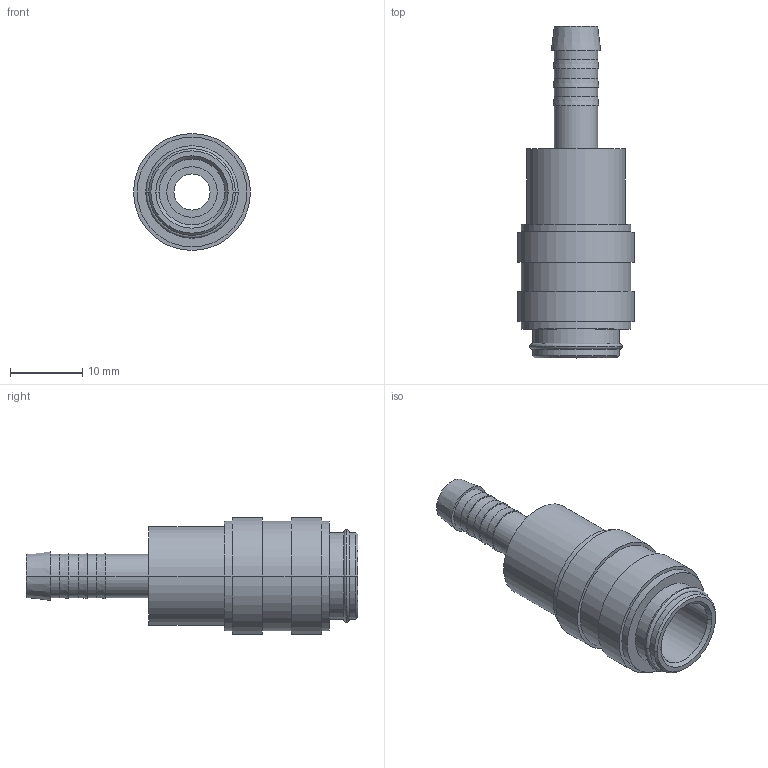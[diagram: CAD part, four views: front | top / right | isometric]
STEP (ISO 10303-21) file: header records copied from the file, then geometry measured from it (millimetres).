
FILE_DESCRIPTION(('STEP AP214'),'1');
FILE_NAME('esmn_5_t.stp','2020-03-05T08:31:56',('TraceParts'),('TraceParts S.A.'),'Spatial InterOp 3D',' ',' ');
FILE_SCHEMA(('automotive_design'));
Length unit declared in the file: millimetre
Products named in the file (1): 1
Bounding box: 16.2 x 46 x 16.2 mm (x, y, z)
Volume: 3504.5 mm3; surface area: 3093 mm2
Topology: 1 solids, 1 shells, 61 faces, 122 edges, 76 vertices
Faces by surface type: cylinder 30, plane 15, cone 12, torus 4
Entity records: 2116 total; most frequent: DIRECTION 326, CARTESIAN_POINT 260, ORIENTED_EDGE 244, AXIS2_PLACEMENT_3D 142, EDGE_CURVE 122, CIRCLE 80, EDGE_LOOP 76, VERTEX_POINT 76
